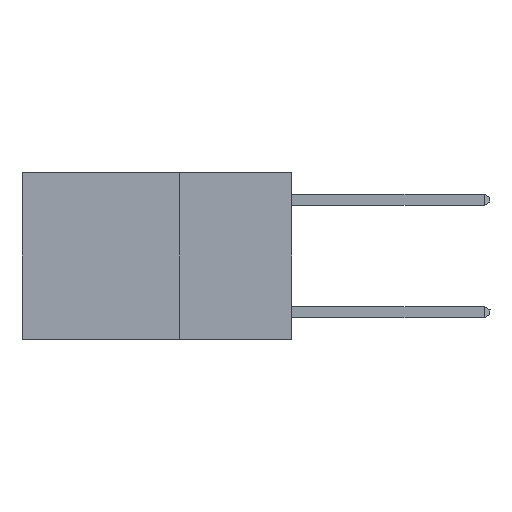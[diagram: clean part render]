
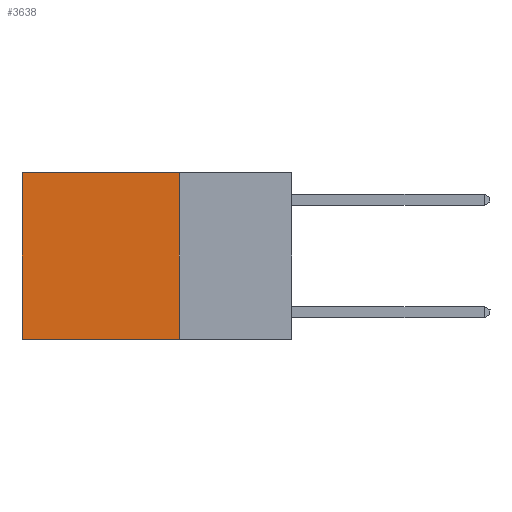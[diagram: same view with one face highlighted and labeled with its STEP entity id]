
A CAD part, left-side view. The second image highlights one B-rep face of the part: STEP entity #3638.
In plain terms, the highlighted planar face has unit normal (-1, 0, 0).
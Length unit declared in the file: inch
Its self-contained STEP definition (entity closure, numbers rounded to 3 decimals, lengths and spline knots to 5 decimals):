
#177 = EDGE_CURVE ( 'NONE', #2479, #7894, #2635, .T. ) ;
#1490 = DIRECTION ( 'NONE',  ( 0., 1., 0. ) ) ;
#2193 = VECTOR ( 'NONE', #8202, 39.37008 ) ;
#2479 = VERTEX_POINT ( 'NONE', #10107 ) ;
#2635 = LINE ( 'NONE', #14378, #9992 ) ;
#3638 = ADVANCED_FACE ( 'NONE', ( #5190 ), #5490, .F. ) ;
#3678 = LINE ( 'NONE', #4605, #18202 ) ;
#4526 = EDGE_CURVE ( 'NONE', #7894, #16329, #16611, .T. ) ;
#4605 = CARTESIAN_POINT ( 'NONE',  ( 0.2625, 0.25, 0. ) ) ;
#5113 = ORIENTED_EDGE ( 'NONE', *, *, #4526, .F. ) ;
#5190 = FACE_OUTER_BOUND ( 'NONE', #16802, .T. ) ;
#5490 = PLANE ( 'NONE',  #12805 ) ;
#5564 = ORIENTED_EDGE ( 'NONE', *, *, #177, .F. ) ;
#6215 = DIRECTION ( 'NONE',  ( 0., 0., -1. ) ) ;
#6423 = CARTESIAN_POINT ( 'NONE',  ( 0.2625, 0.25, -0.37 ) ) ;
#6757 = CARTESIAN_POINT ( 'NONE',  ( 0.2625, 0.6, 0. ) ) ;
#6926 = DIRECTION ( 'NONE',  ( 1., 0., 0. ) ) ;
#6992 = CARTESIAN_POINT ( 'NONE',  ( 0.2625, 0.6, 0. ) ) ;
#7807 = VERTEX_POINT ( 'NONE', #6992 ) ;
#7894 = VERTEX_POINT ( 'NONE', #15603 ) ;
#8202 = DIRECTION ( 'NONE',  ( 0., 0., -1. ) ) ;
#9206 = VECTOR ( 'NONE', #12104, 39.37008 ) ;
#9992 = VECTOR ( 'NONE', #6215, 39.37008 ) ;
#10107 = CARTESIAN_POINT ( 'NONE',  ( 0.2625, 0.25, 0. ) ) ;
#10550 = EDGE_CURVE ( 'NONE', #2479, #7807, #3678, .T. ) ;
#12104 = DIRECTION ( 'NONE',  ( 0., 1., 0. ) ) ;
#12805 = AXIS2_PLACEMENT_3D ( 'NONE', #14070, #6926, #16754 ) ;
#13194 = ORIENTED_EDGE ( 'NONE', *, *, #10550, .T. ) ;
#14070 = CARTESIAN_POINT ( 'NONE',  ( 0.2625, 0.25, 0. ) ) ;
#14339 = CARTESIAN_POINT ( 'NONE',  ( 0.2625, 0.6, -0.37 ) ) ;
#14378 = CARTESIAN_POINT ( 'NONE',  ( 0.2625, 0.25, 0. ) ) ;
#15603 = CARTESIAN_POINT ( 'NONE',  ( 0.2625, 0.25, -0.37 ) ) ;
#15956 = ORIENTED_EDGE ( 'NONE', *, *, #16922, .T. ) ;
#16329 = VERTEX_POINT ( 'NONE', #14339 ) ;
#16611 = LINE ( 'NONE', #6423, #9206 ) ;
#16754 = DIRECTION ( 'NONE',  ( 0., 0., -1. ) ) ;
#16802 = EDGE_LOOP ( 'NONE', ( #15956, #5113, #5564, #13194 ) ) ;
#16922 = EDGE_CURVE ( 'NONE', #7807, #16329, #17806, .T. ) ;
#17806 = LINE ( 'NONE', #6757, #2193 ) ;
#18202 = VECTOR ( 'NONE', #1490, 39.37008 ) ;
